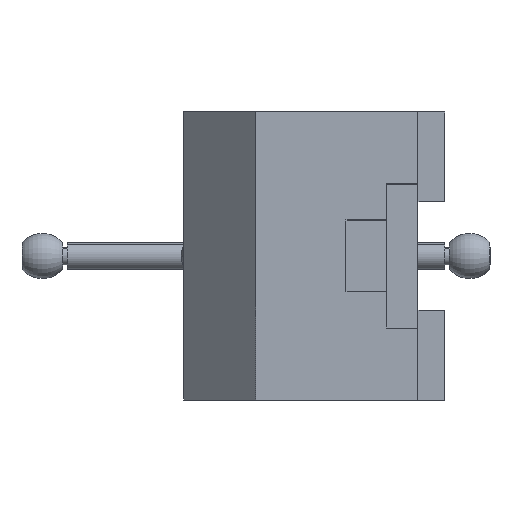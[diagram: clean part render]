
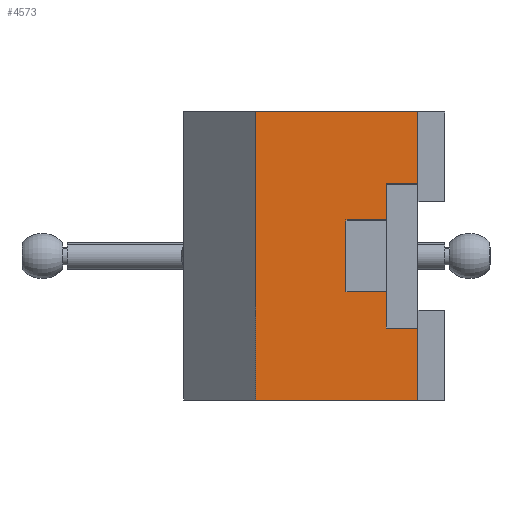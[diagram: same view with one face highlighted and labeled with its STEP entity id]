
A CAD part, left-side view. The second image highlights one B-rep face of the part: STEP entity #4573.
In plain terms, the highlighted planar face has unit normal (-1, 0, 0).
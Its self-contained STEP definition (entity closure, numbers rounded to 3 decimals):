
#11 = CARTESIAN_POINT ( 'NONE',  ( -72., 0., -32. ) ) ;
#57 = VECTOR ( 'NONE', #5798, 1000. ) ;
#91 = EDGE_CURVE ( 'NONE', #5608, #1559, #132, .T. ) ;
#115 = CARTESIAN_POINT ( 'NONE',  ( -72., 36., 32. ) ) ;
#132 = LINE ( 'NONE', #2001, #4440 ) ;
#291 = CARTESIAN_POINT ( 'NONE',  ( -72., 7., 16. ) ) ;
#349 = VECTOR ( 'NONE', #4850, 1000. ) ;
#384 = EDGE_CURVE ( 'NONE', #4553, #425, #999, .T. ) ;
#425 = VERTEX_POINT ( 'NONE', #5097 ) ;
#605 = VERTEX_POINT ( 'NONE', #2598 ) ;
#638 = CARTESIAN_POINT ( 'NONE',  ( -72., 36., -32. ) ) ;
#661 = EDGE_CURVE ( 'NONE', #1490, #1065, #5296, .T. ) ;
#696 = EDGE_CURVE ( 'NONE', #425, #1559, #3524, .T. ) ;
#768 = PLANE ( 'NONE',  #2742 ) ;
#811 = EDGE_CURVE ( 'NONE', #4775, #5608, #4961, .T. ) ;
#827 = VECTOR ( 'NONE', #1451, 1000. ) ;
#841 = EDGE_CURVE ( 'NONE', #3476, #4639, #1415, .T. ) ;
#986 = ORIENTED_EDGE ( 'NONE', *, *, #2687, .F. ) ;
#999 = LINE ( 'NONE', #2780, #2265 ) ;
#1065 = VERTEX_POINT ( 'NONE', #2109 ) ;
#1159 = CARTESIAN_POINT ( 'NONE',  ( -72., 7., -8. ) ) ;
#1183 = FACE_OUTER_BOUND ( 'NONE', #4468, .T. ) ;
#1269 = CARTESIAN_POINT ( 'NONE',  ( -72., 0., 32. ) ) ;
#1292 = VECTOR ( 'NONE', #3224, 1000. ) ;
#1322 = LINE ( 'NONE', #291, #57 ) ;
#1329 = CARTESIAN_POINT ( 'NONE',  ( -72., 16., 8. ) ) ;
#1415 = LINE ( 'NONE', #3192, #1292 ) ;
#1423 = VERTEX_POINT ( 'NONE', #4837 ) ;
#1451 = DIRECTION ( 'NONE',  ( 0., 0., -1. ) ) ;
#1490 = VERTEX_POINT ( 'NONE', #3509 ) ;
#1559 = VERTEX_POINT ( 'NONE', #11 ) ;
#1603 = EDGE_CURVE ( 'NONE', #1065, #3476, #5067, .T. ) ;
#1651 = DIRECTION ( 'NONE',  ( 0., 0., -1. ) ) ;
#1752 = VERTEX_POINT ( 'NONE', #2010 ) ;
#1770 = ORIENTED_EDGE ( 'NONE', *, *, #841, .F. ) ;
#1781 = VECTOR ( 'NONE', #1651, 1000. ) ;
#2001 = CARTESIAN_POINT ( 'NONE',  ( -72., 0., -32. ) ) ;
#2010 = CARTESIAN_POINT ( 'NONE',  ( -72., 0., 16. ) ) ;
#2085 = CARTESIAN_POINT ( 'NONE',  ( -72., 0., 16. ) ) ;
#2109 = CARTESIAN_POINT ( 'NONE',  ( -72., 16., 8. ) ) ;
#2118 = ORIENTED_EDGE ( 'NONE', *, *, #811, .T. ) ;
#2250 = ORIENTED_EDGE ( 'NONE', *, *, #696, .F. ) ;
#2265 = VECTOR ( 'NONE', #5438, 1000. ) ;
#2327 = VECTOR ( 'NONE', #5462, 1000. ) ;
#2372 = ORIENTED_EDGE ( 'NONE', *, *, #1603, .F. ) ;
#2578 = CARTESIAN_POINT ( 'NONE',  ( -72., 36., 32. ) ) ;
#2598 = CARTESIAN_POINT ( 'NONE',  ( -72., 7., 16. ) ) ;
#2687 = EDGE_CURVE ( 'NONE', #4775, #1423, #3968, .T. ) ;
#2732 = ORIENTED_EDGE ( 'NONE', *, *, #384, .F. ) ;
#2742 = AXIS2_PLACEMENT_3D ( 'NONE', #4793, #4289, #2937 ) ;
#2780 = CARTESIAN_POINT ( 'NONE',  ( -72., 0., -16. ) ) ;
#2937 = DIRECTION ( 'NONE',  ( 0., 0., -1. ) ) ;
#2966 = LINE ( 'NONE', #1159, #1781 ) ;
#3003 = CARTESIAN_POINT ( 'NONE',  ( -72., 0., 32. ) ) ;
#3032 = ORIENTED_EDGE ( 'NONE', *, *, #3314, .F. ) ;
#3048 = CARTESIAN_POINT ( 'NONE',  ( -72., 0., 32. ) ) ;
#3076 = DIRECTION ( 'NONE',  ( 0., 0., -1. ) ) ;
#3104 = ORIENTED_EDGE ( 'NONE', *, *, #5218, .F. ) ;
#3192 = CARTESIAN_POINT ( 'NONE',  ( -72., 16., -8. ) ) ;
#3224 = DIRECTION ( 'NONE',  ( 0., -1., 0. ) ) ;
#3250 = ORIENTED_EDGE ( 'NONE', *, *, #91, .T. ) ;
#3314 = EDGE_CURVE ( 'NONE', #1423, #1752, #5243, .T. ) ;
#3476 = VERTEX_POINT ( 'NONE', #4138 ) ;
#3509 = CARTESIAN_POINT ( 'NONE',  ( -72., 7., 8. ) ) ;
#3524 = LINE ( 'NONE', #1269, #5616 ) ;
#3712 = CARTESIAN_POINT ( 'NONE',  ( -72., 16., 8. ) ) ;
#3729 = CARTESIAN_POINT ( 'NONE',  ( -72., 7., -16. ) ) ;
#3968 = LINE ( 'NONE', #3048, #349 ) ;
#4138 = CARTESIAN_POINT ( 'NONE',  ( -72., 16., -8. ) ) ;
#4236 = EDGE_CURVE ( 'NONE', #4639, #4553, #2966, .T. ) ;
#4289 = DIRECTION ( 'NONE',  ( 1., 0., 0. ) ) ;
#4402 = VECTOR ( 'NONE', #4780, 1000. ) ;
#4440 = VECTOR ( 'NONE', #5269, 1000. ) ;
#4468 = EDGE_LOOP ( 'NONE', ( #4952, #3104, #3032, #986, #2118, #3250, #2250, #2732, #4488, #1770, #2372, #4971 ) ) ;
#4488 = ORIENTED_EDGE ( 'NONE', *, *, #4236, .F. ) ;
#4553 = VERTEX_POINT ( 'NONE', #3729 ) ;
#4573 = ADVANCED_FACE ( 'NONE', ( #1183 ), #768, .F. ) ;
#4639 = VERTEX_POINT ( 'NONE', #5693 ) ;
#4775 = VERTEX_POINT ( 'NONE', #2578 ) ;
#4780 = DIRECTION ( 'NONE',  ( 0., 1., 0. ) ) ;
#4793 = CARTESIAN_POINT ( 'NONE',  ( -72., 0., 32. ) ) ;
#4806 = DIRECTION ( 'NONE',  ( 0., 0., -1. ) ) ;
#4837 = CARTESIAN_POINT ( 'NONE',  ( -72., 0., 32. ) ) ;
#4850 = DIRECTION ( 'NONE',  ( 0., -1., 0. ) ) ;
#4952 = ORIENTED_EDGE ( 'NONE', *, *, #5668, .F. ) ;
#4961 = LINE ( 'NONE', #115, #2327 ) ;
#4971 = ORIENTED_EDGE ( 'NONE', *, *, #661, .F. ) ;
#4977 = VECTOR ( 'NONE', #5261, 1000. ) ;
#4991 = VECTOR ( 'NONE', #4806, 1000. ) ;
#5067 = LINE ( 'NONE', #3712, #827 ) ;
#5097 = CARTESIAN_POINT ( 'NONE',  ( -72., 0., -16. ) ) ;
#5218 = EDGE_CURVE ( 'NONE', #1752, #605, #5477, .T. ) ;
#5243 = LINE ( 'NONE', #3003, #4991 ) ;
#5261 = DIRECTION ( 'NONE',  ( 0., 1., 0. ) ) ;
#5269 = DIRECTION ( 'NONE',  ( 0., -1., 0. ) ) ;
#5296 = LINE ( 'NONE', #1329, #4977 ) ;
#5438 = DIRECTION ( 'NONE',  ( 0., -1., 0. ) ) ;
#5462 = DIRECTION ( 'NONE',  ( 0., 0., -1. ) ) ;
#5477 = LINE ( 'NONE', #2085, #4402 ) ;
#5608 = VERTEX_POINT ( 'NONE', #638 ) ;
#5616 = VECTOR ( 'NONE', #3076, 1000. ) ;
#5668 = EDGE_CURVE ( 'NONE', #605, #1490, #1322, .T. ) ;
#5693 = CARTESIAN_POINT ( 'NONE',  ( -72., 7., -8. ) ) ;
#5798 = DIRECTION ( 'NONE',  ( 0., 0., -1. ) ) ;
